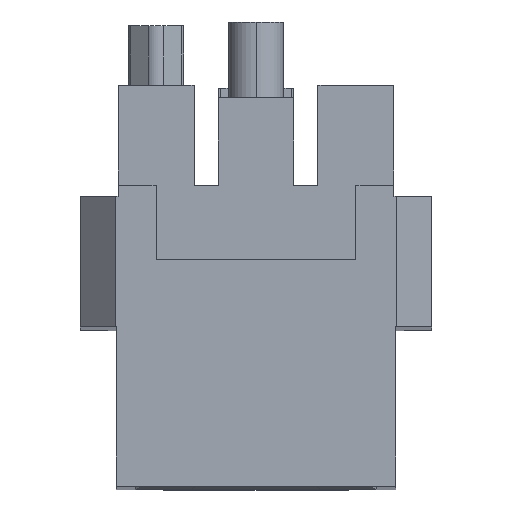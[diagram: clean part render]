
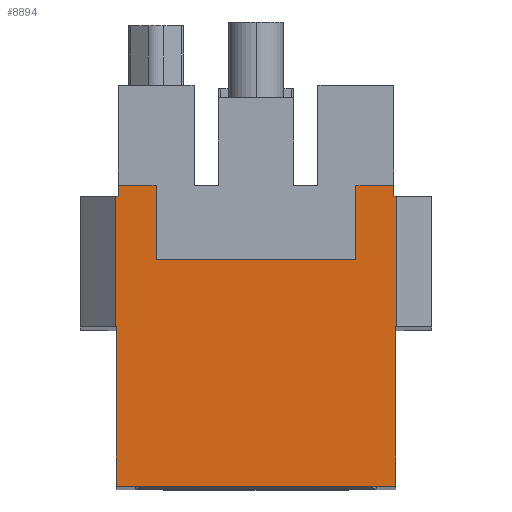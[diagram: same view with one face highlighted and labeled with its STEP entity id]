
A CAD part, top view. The second image highlights one B-rep face of the part: STEP entity #8894.
In plain terms, the highlighted planar face has unit normal (0, 0, 1).
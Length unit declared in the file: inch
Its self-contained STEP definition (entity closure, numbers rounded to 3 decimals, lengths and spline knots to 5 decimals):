
#118=DIRECTION('',(-1.,0.,0.));
#119=VECTOR('',#118,0.221);
#120=CARTESIAN_POINT('',(0.2105,0.044,0.164));
#121=LINE('',#120,#119);
#142=DIRECTION('',(0.,1.,0.));
#143=VECTOR('',#142,0.126);
#144=CARTESIAN_POINT('',(0.2105,0.044,0.164));
#145=LINE('',#144,#143);
#146=DIRECTION('',(0.,-1.,0.));
#147=VECTOR('',#146,0.126);
#148=CARTESIAN_POINT('',(-0.0105,0.17,0.164));
#149=LINE('',#148,#147);
#150=DIRECTION('',(1.,0.,0.));
#151=VECTOR('',#150,0.0005);
#152=CARTESIAN_POINT('',(-0.011,0.17,0.164));
#153=LINE('',#152,#151);
#154=DIRECTION('',(0.,1.,0.));
#155=VECTOR('',#154,0.059);
#156=CARTESIAN_POINT('',(0.021,0.223,0.164));
#157=LINE('',#156,#155);
#158=DIRECTION('',(0.,-1.,0.));
#159=VECTOR('',#158,0.059);
#160=CARTESIAN_POINT('',(0.179,0.282,0.164));
#161=LINE('',#160,#159);
#162=DIRECTION('',(0.,-1.,0.));
#163=VECTOR('',#162,0.103);
#164=CARTESIAN_POINT('',(0.211,0.273,0.164));
#165=LINE('',#164,#163);
#194=DIRECTION('',(1.,0.,0.));
#195=VECTOR('',#194,0.002);
#196=CARTESIAN_POINT('',(0.209,0.273,0.164));
#197=LINE('',#196,#195);
#206=DIRECTION('',(1.,0.,0.));
#207=VECTOR('',#206,0.002);
#208=CARTESIAN_POINT('',(-0.011,0.273,0.164));
#209=LINE('',#208,#207);
#706=DIRECTION('',(0.,1.,0.));
#707=VECTOR('',#706,0.103);
#708=CARTESIAN_POINT('',(-0.011,0.17,0.164));
#709=LINE('',#708,#707);
#802=DIRECTION('',(-1.,0.,0.));
#803=VECTOR('',#802,0.0005);
#804=CARTESIAN_POINT('',(0.211,0.17,0.164));
#805=LINE('',#804,#803);
#1178=DIRECTION('',(0.,-1.,0.));
#1179=VECTOR('',#1178,0.009);
#1180=CARTESIAN_POINT('',(0.209,0.282,0.164));
#1181=LINE('',#1180,#1179);
#1194=DIRECTION('',(1.,0.,0.));
#1195=VECTOR('',#1194,0.03);
#1196=CARTESIAN_POINT('',(0.179,0.282,0.164));
#1197=LINE('',#1196,#1195);
#1254=DIRECTION('',(1.,0.,0.));
#1255=VECTOR('',#1254,0.03);
#1256=CARTESIAN_POINT('',(-0.009,0.282,0.164));
#1257=LINE('',#1256,#1255);
#1274=DIRECTION('',(1.,0.,0.));
#1275=VECTOR('',#1274,0.158);
#1276=CARTESIAN_POINT('',(0.021,0.223,0.164));
#1277=LINE('',#1276,#1275);
#1282=DIRECTION('',(0.,1.,0.));
#1283=VECTOR('',#1282,0.009);
#1284=CARTESIAN_POINT('',(-0.009,0.273,0.164));
#1285=LINE('',#1284,#1283);
#6874=CARTESIAN_POINT('',(0.179,0.282,0.164));
#6876=VERTEX_POINT('',#6874);
#6878=CARTESIAN_POINT('',(0.179,0.223,0.164));
#6879=VERTEX_POINT('',#6878);
#7134=CARTESIAN_POINT('',(-0.0105,0.044,0.164));
#7135=VERTEX_POINT('',#7134);
#7136=CARTESIAN_POINT('',(0.2105,0.044,0.164));
#7137=VERTEX_POINT('',#7136);
#7159=CARTESIAN_POINT('',(0.211,0.17,0.164));
#7161=VERTEX_POINT('',#7159);
#7168=CARTESIAN_POINT('',(0.2105,0.17,0.164));
#7169=VERTEX_POINT('',#7168);
#7206=CARTESIAN_POINT('',(-0.011,0.17,0.164));
#7208=VERTEX_POINT('',#7206);
#7210=CARTESIAN_POINT('',(-0.0105,0.17,0.164));
#7211=VERTEX_POINT('',#7210);
#7406=CARTESIAN_POINT('',(-0.009,0.282,0.164));
#7407=VERTEX_POINT('',#7406);
#7408=CARTESIAN_POINT('',(-0.009,0.273,0.164));
#7409=VERTEX_POINT('',#7408);
#7412=CARTESIAN_POINT('',(-0.011,0.273,0.164));
#7413=VERTEX_POINT('',#7412);
#7414=CARTESIAN_POINT('',(0.021,0.282,0.164));
#7415=VERTEX_POINT('',#7414);
#7416=CARTESIAN_POINT('',(0.021,0.223,0.164));
#7417=VERTEX_POINT('',#7416);
#7418=CARTESIAN_POINT('',(0.209,0.282,0.164));
#7419=VERTEX_POINT('',#7418);
#7420=CARTESIAN_POINT('',(0.209,0.273,0.164));
#7421=VERTEX_POINT('',#7420);
#7422=CARTESIAN_POINT('',(0.211,0.273,0.164));
#7423=VERTEX_POINT('',#7422);
#8857=CARTESIAN_POINT('',(-0.13,0.044,0.164));
#8858=DIRECTION('',(0.,0.,1.));
#8859=DIRECTION('',(0.,1.,0.));
#8860=AXIS2_PLACEMENT_3D('',#8857,#8858,#8859);
#8861=PLANE('',#8860);
#8863=ORIENTED_EDGE('',*,*,#8862,.T.);
#8865=ORIENTED_EDGE('',*,*,#8864,.T.);
#8866=ORIENTED_EDGE('',*,*,#8848,.F.);
#8867=ORIENTED_EDGE('',*,*,#8812,.T.);
#8869=ORIENTED_EDGE('',*,*,#8868,.F.);
#8871=ORIENTED_EDGE('',*,*,#8870,.F.);
#8873=ORIENTED_EDGE('',*,*,#8872,.T.);
#8875=ORIENTED_EDGE('',*,*,#8874,.T.);
#8877=ORIENTED_EDGE('',*,*,#8876,.T.);
#8879=ORIENTED_EDGE('',*,*,#8878,.T.);
#8881=ORIENTED_EDGE('',*,*,#8880,.F.);
#8883=ORIENTED_EDGE('',*,*,#8882,.T.);
#8885=ORIENTED_EDGE('',*,*,#8884,.F.);
#8887=ORIENTED_EDGE('',*,*,#8886,.T.);
#8889=ORIENTED_EDGE('',*,*,#8888,.T.);
#8891=ORIENTED_EDGE('',*,*,#8890,.T.);
#8892=EDGE_LOOP('',(#8863,#8865,#8866,#8867,#8869,#8871,#8873,#8875,#8877,#8879,
#8881,#8883,#8885,#8887,#8889,#8891));
#8893=FACE_OUTER_BOUND('',#8892,.F.);
#8894=ADVANCED_FACE('',(#8893),#8861,.T.);
#8812=EDGE_CURVE('',#7137,#7135,#121,.T.);
#8848=EDGE_CURVE('',#7137,#7169,#145,.T.);
#8862=EDGE_CURVE('',#7423,#7161,#165,.T.);
#8864=EDGE_CURVE('',#7161,#7169,#805,.T.);
#8868=EDGE_CURVE('',#7211,#7135,#149,.T.);
#8870=EDGE_CURVE('',#7208,#7211,#153,.T.);
#8872=EDGE_CURVE('',#7208,#7413,#709,.T.);
#8874=EDGE_CURVE('',#7413,#7409,#209,.T.);
#8876=EDGE_CURVE('',#7409,#7407,#1285,.T.);
#8878=EDGE_CURVE('',#7407,#7415,#1257,.T.);
#8880=EDGE_CURVE('',#7417,#7415,#157,.T.);
#8882=EDGE_CURVE('',#7417,#6879,#1277,.T.);
#8884=EDGE_CURVE('',#6876,#6879,#161,.T.);
#8886=EDGE_CURVE('',#6876,#7419,#1197,.T.);
#8888=EDGE_CURVE('',#7419,#7421,#1181,.T.);
#8890=EDGE_CURVE('',#7421,#7423,#197,.T.);
